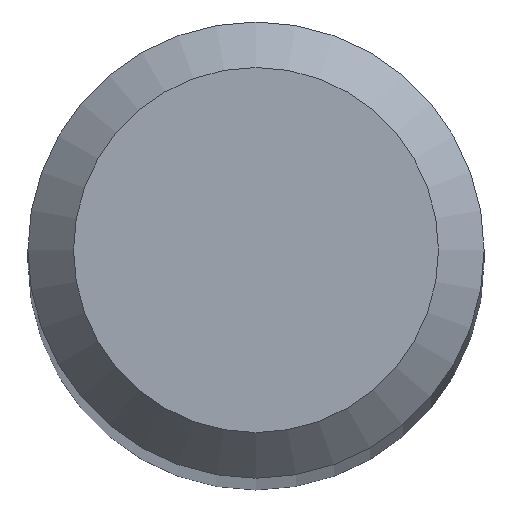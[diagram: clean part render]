
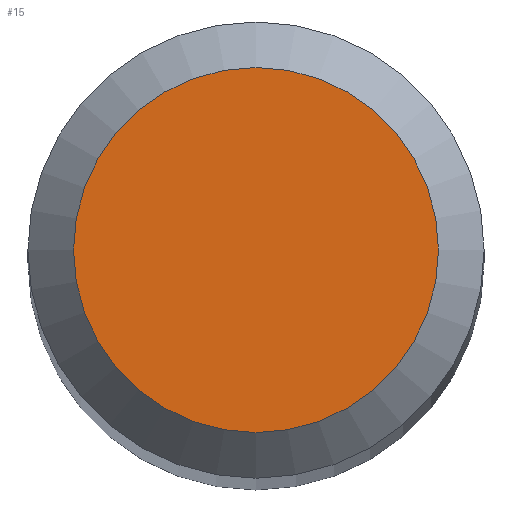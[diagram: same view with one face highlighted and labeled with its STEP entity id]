
A CAD part, top view. The second image highlights one B-rep face of the part: STEP entity #15.
In plain terms, the highlighted planar face has unit normal (0, 0, 1).
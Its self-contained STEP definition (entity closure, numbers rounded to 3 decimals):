
#12 = ORIENTED_EDGE ( 'NONE', *, *, #95, .F. ) ;
#15 = ADVANCED_FACE ( 'NONE', ( #113 ), #88, .F. ) ;
#30 = VERTEX_POINT ( 'NONE', #122 ) ;
#48 = CARTESIAN_POINT ( 'NONE',  ( 0., 0., 38. ) ) ;
#70 = DIRECTION ( 'NONE',  ( 0., 1., 0. ) ) ;
#88 = PLANE ( 'NONE',  #96 ) ;
#91 = CARTESIAN_POINT ( 'NONE',  ( 0., 0., 38. ) ) ;
#95 = EDGE_CURVE ( 'NONE', #30, #30, #130, .T. ) ;
#96 = AXIS2_PLACEMENT_3D ( 'NONE', #91, #225, #70 ) ;
#113 = FACE_OUTER_BOUND ( 'NONE', #195, .T. ) ;
#118 = DIRECTION ( 'NONE',  ( 0., 1., 0. ) ) ;
#122 = CARTESIAN_POINT ( 'NONE',  ( 0., 0.8, 38. ) ) ;
#130 = CIRCLE ( 'NONE', #273, 0.8 ) ;
#161 = DIRECTION ( 'NONE',  ( 0., 0., -1. ) ) ;
#195 = EDGE_LOOP ( 'NONE', ( #12 ) ) ;
#225 = DIRECTION ( 'NONE',  ( 0., 0., -1. ) ) ;
#273 = AXIS2_PLACEMENT_3D ( 'NONE', #48, #161, #118 ) ;
